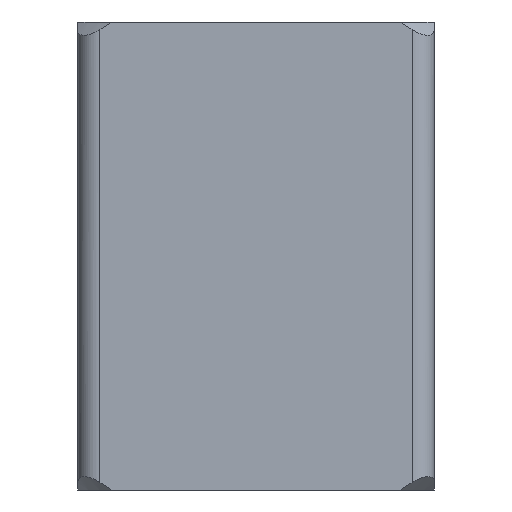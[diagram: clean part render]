
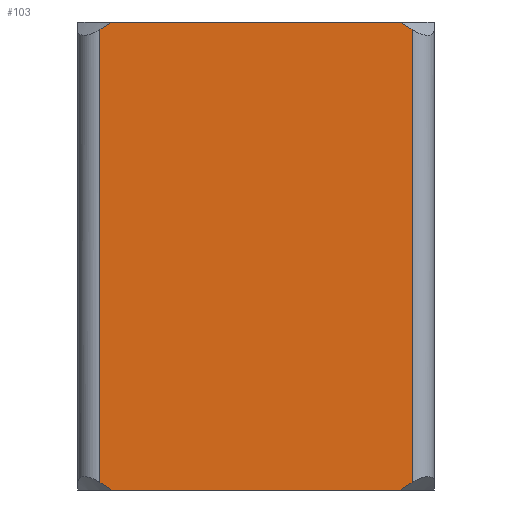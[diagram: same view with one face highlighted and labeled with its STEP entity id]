
A CAD part, left-side view. The second image highlights one B-rep face of the part: STEP entity #103.
In plain terms, the highlighted planar face has unit normal (-1, 0, 0).
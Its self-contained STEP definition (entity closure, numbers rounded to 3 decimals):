
#23 = AXIS2_PLACEMENT_3D ( 'NONE', #877, #9941, #10018 ) ;
#103 = ADVANCED_FACE ( 'NONE', ( #5548 ), #7709, .F. ) ;
#196 = VERTEX_POINT ( 'NONE', #2746 ) ;
#346 = CARTESIAN_POINT ( 'NONE',  ( -40., -34.152, -51.407 ) ) ;
#450 = ORIENTED_EDGE ( 'NONE', *, *, #8198, .T. ) ;
#459 = CARTESIAN_POINT ( 'NONE',  ( -40., 33.299, 51.958 ) ) ;
#526 = CARTESIAN_POINT ( 'NONE',  ( -40., 32.438, 52.5 ) ) ;
#591 = DIRECTION ( 'NONE',  ( 0., 0., -1. ) ) ;
#685 = VECTOR ( 'NONE', #7871, 1000. ) ;
#747 = CARTESIAN_POINT ( 'NONE',  ( -40., 34.152, -51.408 ) ) ;
#863 = DIRECTION ( 'NONE',  ( 0., -1., 0. ) ) ;
#877 = CARTESIAN_POINT ( 'NONE',  ( -40., 40., 52.5 ) ) ;
#908 = VECTOR ( 'NONE', #591, 1000. ) ;
#1921 = VERTEX_POINT ( 'NONE', #8040 ) ;
#2151 = LINE ( 'NONE', #7212, #9191 ) ;
#2447 = EDGE_CURVE ( 'NONE', #7039, #8492, #5856, .T. ) ;
#2746 = CARTESIAN_POINT ( 'NONE',  ( -40., -35., -50.849 ) ) ;
#3336 = EDGE_CURVE ( 'NONE', #8492, #1921, #4894, .T. ) ;
#3390 = CARTESIAN_POINT ( 'NONE',  ( -40., -33.298, 51.959 ) ) ;
#3759 = CARTESIAN_POINT ( 'NONE',  ( -40., 32.438, -52.5 ) ) ;
#3817 = EDGE_CURVE ( 'NONE', #11087, #196, #6982, .T. ) ;
#4652 = EDGE_CURVE ( 'NONE', #196, #7392, #2151, .T. ) ;
#4894 = LINE ( 'NONE', #6976, #908 ) ;
#5018 = CARTESIAN_POINT ( 'NONE',  ( -40., 32.438, 52.5 ) ) ;
#5143 = EDGE_LOOP ( 'NONE', ( #10585, #5176, #9166, #7956, #5863, #7105, #450, #8416 ) ) ;
#5176 = ORIENTED_EDGE ( 'NONE', *, *, #8207, .T. ) ;
#5241 = CARTESIAN_POINT ( 'NONE',  ( -40., -35., 50.849 ) ) ;
#5477 = CARTESIAN_POINT ( 'NONE',  ( -40., -35., -50.849 ) ) ;
#5548 = FACE_OUTER_BOUND ( 'NONE', #5143, .T. ) ;
#5856 = B_SPLINE_CURVE_WITH_KNOTS ( 'NONE', 3,
 ( #526, #459, #12782, #8348 ),
 .UNSPECIFIED., .F., .F.,
 ( 4, 4 ),
 ( 0.127, 0.13 ),
 .UNSPECIFIED. ) ;
#5863 = ORIENTED_EDGE ( 'NONE', *, *, #3336, .T. ) ;
#5914 = LINE ( 'NONE', #10002, #10596 ) ;
#6161 = EDGE_CURVE ( 'NONE', #1921, #12469, #8702, .T. ) ;
#6731 = CARTESIAN_POINT ( 'NONE',  ( -40., 40., 52.5 ) ) ;
#6749 = EDGE_CURVE ( 'NONE', #7039, #12496, #12719, .T. ) ;
#6890 = CARTESIAN_POINT ( 'NONE',  ( -40., 35., -50.849 ) ) ;
#6976 = CARTESIAN_POINT ( 'NONE',  ( -40., 35., 52.5 ) ) ;
#6982 = B_SPLINE_CURVE_WITH_KNOTS ( 'NONE', 3,
 ( #12425, #10427, #346, #5477 ),
 .UNSPECIFIED., .F., .F.,
 ( 4, 4 ),
 ( 0.127, 0.13 ),
 .UNSPECIFIED. ) ;
#7039 = VERTEX_POINT ( 'NONE', #5018 ) ;
#7105 = ORIENTED_EDGE ( 'NONE', *, *, #6161, .T. ) ;
#7212 = CARTESIAN_POINT ( 'NONE',  ( -40., -35., 52.5 ) ) ;
#7392 = VERTEX_POINT ( 'NONE', #8474 ) ;
#7470 = CARTESIAN_POINT ( 'NONE',  ( -40., -34.152, 51.408 ) ) ;
#7570 = CARTESIAN_POINT ( 'NONE',  ( -40., 32.438, -52.5 ) ) ;
#7709 = PLANE ( 'NONE',  #23 ) ;
#7871 = DIRECTION ( 'NONE',  ( 0., -1., 0. ) ) ;
#7956 = ORIENTED_EDGE ( 'NONE', *, *, #2447, .T. ) ;
#8040 = CARTESIAN_POINT ( 'NONE',  ( -40., 35., -50.849 ) ) ;
#8198 = EDGE_CURVE ( 'NONE', #12469, #11087, #5914, .T. ) ;
#8207 = EDGE_CURVE ( 'NONE', #7392, #12496, #11260, .T. ) ;
#8348 = CARTESIAN_POINT ( 'NONE',  ( -40., 35., 50.849 ) ) ;
#8416 = ORIENTED_EDGE ( 'NONE', *, *, #3817, .T. ) ;
#8474 = CARTESIAN_POINT ( 'NONE',  ( -40., -35., 50.849 ) ) ;
#8492 = VERTEX_POINT ( 'NONE', #9396 ) ;
#8702 = B_SPLINE_CURVE_WITH_KNOTS ( 'NONE', 3,
 ( #6890, #747, #9833, #3759 ),
 .UNSPECIFIED., .F., .F.,
 ( 4, 4 ),
 ( 0.054, 0.057 ),
 .UNSPECIFIED. ) ;
#9166 = ORIENTED_EDGE ( 'NONE', *, *, #6749, .F. ) ;
#9191 = VECTOR ( 'NONE', #11273, 1000. ) ;
#9279 = CARTESIAN_POINT ( 'NONE',  ( -40., -32.438, -52.5 ) ) ;
#9396 = CARTESIAN_POINT ( 'NONE',  ( -40., 35., 50.849 ) ) ;
#9706 = CARTESIAN_POINT ( 'NONE',  ( -40., -32.438, 52.5 ) ) ;
#9833 = CARTESIAN_POINT ( 'NONE',  ( -40., 33.298, -51.959 ) ) ;
#9941 = DIRECTION ( 'NONE',  ( 1., 0., 0. ) ) ;
#10002 = CARTESIAN_POINT ( 'NONE',  ( -40., 40., -52.5 ) ) ;
#10018 = DIRECTION ( 'NONE',  ( 0., 1., 0. ) ) ;
#10427 = CARTESIAN_POINT ( 'NONE',  ( -40., -33.299, -51.958 ) ) ;
#10585 = ORIENTED_EDGE ( 'NONE', *, *, #4652, .T. ) ;
#10596 = VECTOR ( 'NONE', #863, 1000. ) ;
#11087 = VERTEX_POINT ( 'NONE', #9279 ) ;
#11260 = B_SPLINE_CURVE_WITH_KNOTS ( 'NONE', 3,
 ( #5241, #7470, #3390, #11583 ),
 .UNSPECIFIED., .F., .F.,
 ( 4, 4 ),
 ( 0.054, 0.057 ),
 .UNSPECIFIED. ) ;
#11273 = DIRECTION ( 'NONE',  ( 0., 0., 1. ) ) ;
#11583 = CARTESIAN_POINT ( 'NONE',  ( -40., -32.438, 52.5 ) ) ;
#12425 = CARTESIAN_POINT ( 'NONE',  ( -40., -32.438, -52.5 ) ) ;
#12469 = VERTEX_POINT ( 'NONE', #7570 ) ;
#12496 = VERTEX_POINT ( 'NONE', #9706 ) ;
#12719 = LINE ( 'NONE', #6731, #685 ) ;
#12782 = CARTESIAN_POINT ( 'NONE',  ( -40., 34.152, 51.407 ) ) ;
